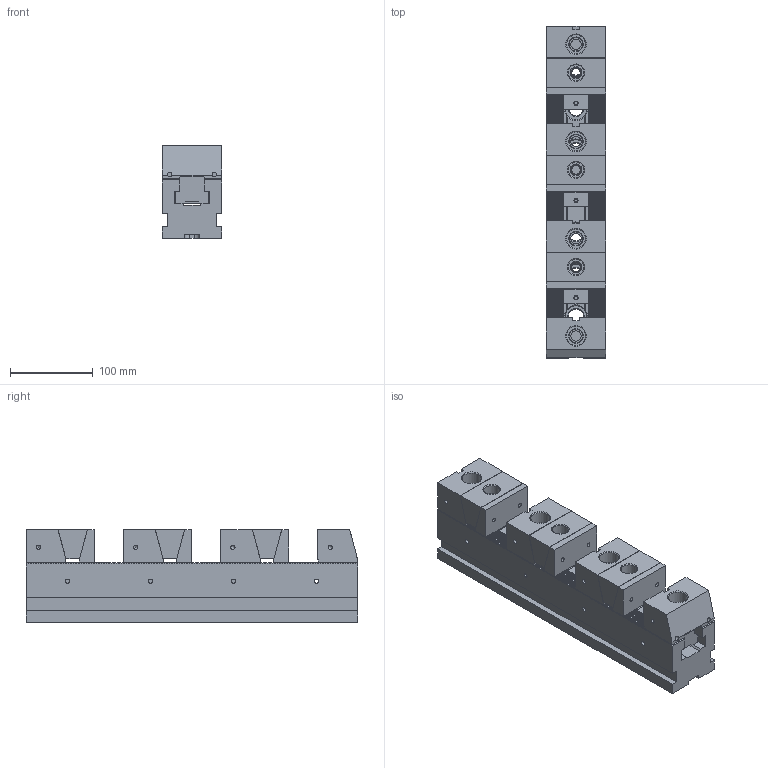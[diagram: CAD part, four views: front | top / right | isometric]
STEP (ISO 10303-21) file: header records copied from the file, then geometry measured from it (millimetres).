
FILE_DESCRIPTION( ( 'Unknown' ), '1' );
FILE_NAME( 'SVF-A-7240-100(3).stp', 'Unknown', ( 'Unknown' ), ( 'Unknown' ), 'PSStep 17.0.49', 'Unknown', ' ' );
FILE_SCHEMA( ( 'AUTOMOTIVE_DESIGN { 1 0 10303 214 1 1 1 1 }' ) );
Length unit declared in the file: millimetre
Products named in the file (13): SVF-AB04-72; 4-01-CAPA-M6L15; 1-SVF-AB04-72-2; 1-SVF-AB04-72-1; SVF-A01-72; 1-SVF-ABT-72-2; 1-SVF-A01-72-1; SVF-AB03-72; 1-SVF-AB03-72-1; 1-SVF-AB03-72-2; 3-SVF-AB03-A01-AB04-72; Assem1; SVF-AB01-7240-100
Assembly tree (16 placements, depth 4):
  Assem1
    SVF-AB01-7240-100
    SVF-AB03-72
      1-SVF-AB03-72-1
      1-SVF-AB03-72-2
    3-SVF-AB03-A01-AB04-72  x3
      SVF-AB03-72
        1-SVF-AB03-72-1
        1-SVF-AB03-72-2
      SVF-A01-72
        1-SVF-ABT-72-2
        1-SVF-A01-72-1
      SVF-AB04-72
        4-01-CAPA-M6L15  x2
        1-SVF-AB04-72-2
        1-SVF-AB04-72-1
Bounding box: 72 x 400 x 111.7 mm (x, y, z)
Volume: 2378306.2 mm3; surface area: 409956.1 mm2
Topology: 27 solids, 27 shells, 2771 faces, 7770 edges, 5064 vertices
Faces by surface type: plane 2200, cylinder 292, cone 273, torus 6
Full cylindrical faces by diameter (mm): 3.3 x6, 5 x122, 5.4 x8, 6 x84, 6.5 x6, 7.5 x8, 10 x6, 10.2 x3, 11 x6, 12.5 x7, 16 x6, 18 x4, 19 x3, 23 x4, 26 x6
Entity records: 66769 total; most frequent: CARTESIAN_POINT 9699, ORIENTED_EDGE 9370, DIRECTION 8261, EDGE_CURVE 4685, LINE 4379, VECTOR 4379, VERTEX_POINT 3187, AXIS2_PLACEMENT_3D 1941
